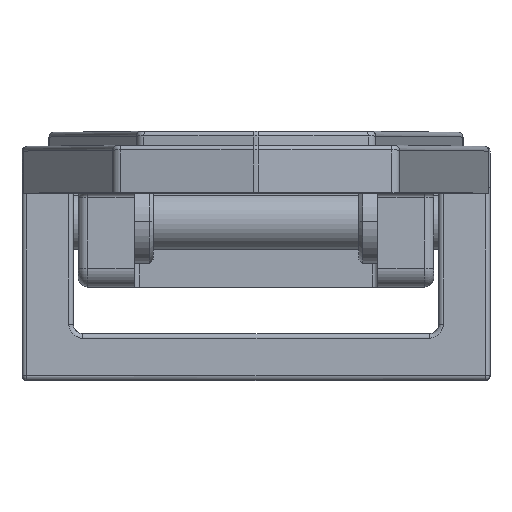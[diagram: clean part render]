
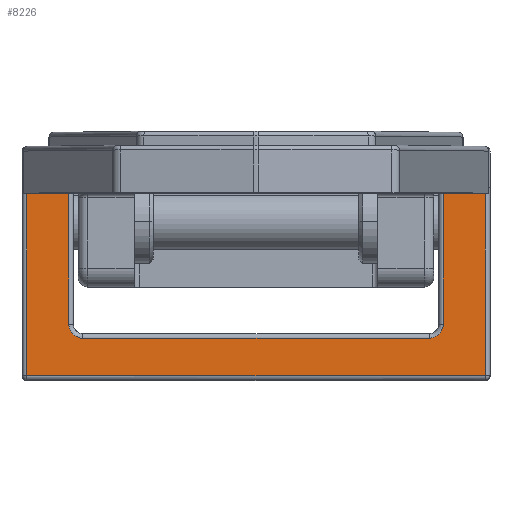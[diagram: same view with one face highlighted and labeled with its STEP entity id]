
A CAD part, top view. The second image highlights one B-rep face of the part: STEP entity #8226.
In plain terms, the highlighted face is planar.
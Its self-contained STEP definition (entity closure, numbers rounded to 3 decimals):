
#920 = VECTOR ( 'NONE', #6580, 1000. ) ;
#2143 = LINE ( 'NONE', #2144, #11318 ) ;
#2144 = CARTESIAN_POINT ( 'NONE',  ( 25., -16.49, -11.99 ) ) ;
#2145 = DIRECTION ( 'NONE',  ( -1., 0., 0. ) ) ;
#2148 = LINE ( 'NONE', #2149, #11319 ) ;
#2149 = CARTESIAN_POINT ( 'NONE',  ( 24.5, 3.59, -11.588 ) ) ;
#2150 = DIRECTION ( 'NONE',  ( 0., -1., -0.02 ) ) ;
#2151 = LINE ( 'NONE', #2152, #11320 ) ;
#2152 = CARTESIAN_POINT ( 'NONE',  ( 25., 3.59, -11.588 ) ) ;
#2153 = DIRECTION ( 'NONE',  ( -1., 0., 0. ) ) ;
#2154 = LINE ( 'NONE', #2155, #11321 ) ;
#2155 = CARTESIAN_POINT ( 'NONE',  ( -24.5, 3.59, -11.588 ) ) ;
#2156 = DIRECTION ( 'NONE',  ( 0., 1., 0.02 ) ) ;
#2157 = LINE ( 'NONE', #2158, #11323 ) ;
#2158 = CARTESIAN_POINT ( 'NONE',  ( -20., 3.59, -11.588 ) ) ;
#2159 = DIRECTION ( 'NONE',  ( 0., -1., -0.02 ) ) ;
#2160 = CARTESIAN_POINT ( 'NONE',  ( -20., -10.99, -11.88 ) ) ;
#2161 = CARTESIAN_POINT ( 'NONE',  ( -20., -11.869, -11.897 ) ) ;
#2162 = CARTESIAN_POINT ( 'NONE',  ( -19.379, -12.49, -11.91 ) ) ;
#2163 = CARTESIAN_POINT ( 'NONE',  ( -18.5, -12.49, -11.91 ) ) ;
#2164 = LINE ( 'NONE', #2165, #11324 ) ;
#2165 = CARTESIAN_POINT ( 'NONE',  ( 25., -12.49, -11.91 ) ) ;
#2166 = DIRECTION ( 'NONE',  ( 1., 0., 0. ) ) ;
#2167 = CARTESIAN_POINT ( 'NONE',  ( 18.5, -12.49, -11.91 ) ) ;
#2168 = CARTESIAN_POINT ( 'NONE',  ( 19.379, -12.49, -11.91 ) ) ;
#2169 = CARTESIAN_POINT ( 'NONE',  ( 20., -11.869, -11.897 ) ) ;
#2170 = CARTESIAN_POINT ( 'NONE',  ( 20., -10.99, -11.88 ) ) ;
#2172 = LINE ( 'NONE', #2173, #11325 ) ;
#2173 = CARTESIAN_POINT ( 'NONE',  ( 20., 3.59, -11.588 ) ) ;
#2174 = DIRECTION ( 'NONE',  ( 0., 1., 0.02 ) ) ;
#3144 = FACE_OUTER_BOUND ( 'NONE', #9025, .T. ) ;
#3147 = AXIS2_PLACEMENT_3D ( 'NONE', #3821, #3822, #3823 ) ;
#3820 = PLANE ( 'NONE',  #3147 ) ;
#3821 = CARTESIAN_POINT ( 'NONE',  ( 25., 3.59, -11.588 ) ) ;
#3822 = DIRECTION ( 'NONE',  ( 0., -0.02, 1. ) ) ;
#3823 = DIRECTION ( 'NONE',  ( 0., -1., -0.02 ) ) ;
#3886 = CARTESIAN_POINT ( 'NONE',  ( 24.5, -16.49, -11.99 ) ) ;
#3887 = CARTESIAN_POINT ( 'NONE',  ( 18.5, -12.49, -11.91 ) ) ;
#3889 = CARTESIAN_POINT ( 'NONE',  ( 20., 3.59, -11.588 ) ) ;
#3895 = CARTESIAN_POINT ( 'NONE',  ( 20., -10.99, -11.88 ) ) ;
#3897 = CARTESIAN_POINT ( 'NONE',  ( -18.5, -12.49, -11.91 ) ) ;
#3898 = CARTESIAN_POINT ( 'NONE',  ( 24.5, 3.59, -11.588 ) ) ;
#3899 = CARTESIAN_POINT ( 'NONE',  ( -24.5, -16.49, -11.99 ) ) ;
#3900 = CARTESIAN_POINT ( 'NONE',  ( -20., -10.99, -11.88 ) ) ;
#4178 = CARTESIAN_POINT ( 'NONE',  ( -24.5, 3.59, -11.588 ) ) ;
#4179 = CARTESIAN_POINT ( 'NONE',  ( -20., 3.59, -11.588 ) ) ;
#6578 = LINE ( 'NONE', #6579, #920 ) ;
#6579 = CARTESIAN_POINT ( 'NONE',  ( 25., 3.59, -11.588 ) ) ;
#6580 = DIRECTION ( 'NONE',  ( -1., 0., 0. ) ) ;
#6812 = EDGE_CURVE ( 'NONE', #9690, #9689, #6578, .T. ) ;
#7906 = EDGE_CURVE ( 'NONE', #8738, #8751, #2143, .T. ) ;
#7908 = EDGE_CURVE ( 'NONE', #8750, #8738, #2148, .T. ) ;
#7909 = EDGE_CURVE ( 'NONE', #8750, #8741, #2151, .T. ) ;
#7910 = EDGE_CURVE ( 'NONE', #8751, #9689, #2154, .T. ) ;
#7911 = EDGE_CURVE ( 'NONE', #9690, #8752, #2157, .T. ) ;
#7912 = EDGE_CURVE ( 'NONE', #8752, #8749, #12264, .T. ) ;
#7913 = EDGE_CURVE ( 'NONE', #8749, #8739, #2164, .T. ) ;
#7914 = EDGE_CURVE ( 'NONE', #8739, #8747, #12263, .T. ) ;
#7915 = EDGE_CURVE ( 'NONE', #8747, #8741, #2172, .T. ) ;
#8226 = ADVANCED_FACE ( 'NONE', ( #3144 ), #3820, .F. ) ;
#8706 = ORIENTED_EDGE ( 'NONE', *, *, #7909, .F. ) ;
#8707 = ORIENTED_EDGE ( 'NONE', *, *, #7906, .T. ) ;
#8708 = ORIENTED_EDGE ( 'NONE', *, *, #7908, .T. ) ;
#8709 = ORIENTED_EDGE ( 'NONE', *, *, #7910, .T. ) ;
#8710 = ORIENTED_EDGE ( 'NONE', *, *, #6812, .F. ) ;
#8711 = ORIENTED_EDGE ( 'NONE', *, *, #7911, .T. ) ;
#8712 = ORIENTED_EDGE ( 'NONE', *, *, #7913, .T. ) ;
#8713 = ORIENTED_EDGE ( 'NONE', *, *, #7912, .T. ) ;
#8714 = ORIENTED_EDGE ( 'NONE', *, *, #7914, .T. ) ;
#8715 = ORIENTED_EDGE ( 'NONE', *, *, #7915, .T. ) ;
#8738 = VERTEX_POINT ( 'NONE', #3886 ) ;
#8739 = VERTEX_POINT ( 'NONE', #3887 ) ;
#8741 = VERTEX_POINT ( 'NONE', #3889 ) ;
#8747 = VERTEX_POINT ( 'NONE', #3895 ) ;
#8749 = VERTEX_POINT ( 'NONE', #3897 ) ;
#8750 = VERTEX_POINT ( 'NONE', #3898 ) ;
#8751 = VERTEX_POINT ( 'NONE', #3899 ) ;
#8752 = VERTEX_POINT ( 'NONE', #3900 ) ;
#9025 = EDGE_LOOP ( 'NONE', ( #8706, #8708, #8707, #8709, #8710, #8711, #8713, #8712, #8714, #8715 ) ) ;
#9689 = VERTEX_POINT ( 'NONE', #4178 ) ;
#9690 = VERTEX_POINT ( 'NONE', #4179 ) ;
#11318 = VECTOR ( 'NONE', #2145, 1000. ) ;
#11319 = VECTOR ( 'NONE', #2150, 1000. ) ;
#11320 = VECTOR ( 'NONE', #2153, 1000. ) ;
#11321 = VECTOR ( 'NONE', #2156, 1000. ) ;
#11323 = VECTOR ( 'NONE', #2159, 1000. ) ;
#11324 = VECTOR ( 'NONE', #2166, 1000. ) ;
#11325 = VECTOR ( 'NONE', #2174, 1000. ) ;
#12263 =( BOUNDED_CURVE ( )  B_SPLINE_CURVE ( 3, ( #2167, #2168, #2169, #2170 ),
 .UNSPECIFIED., .F., .F. ) 
 B_SPLINE_CURVE_WITH_KNOTS ( ( 4, 4 ),
 ( 3.142, 4.712 ),
 .UNSPECIFIED. ) 
 CURVE ( )  GEOMETRIC_REPRESENTATION_ITEM ( )  RATIONAL_B_SPLINE_CURVE ( ( 1., 0.805, 0.805, 1. ) ) 
 REPRESENTATION_ITEM ( '' )  );
#12264 =( BOUNDED_CURVE ( )  B_SPLINE_CURVE ( 3, ( #2160, #2161, #2162, #2163 ),
 .UNSPECIFIED., .F., .F. ) 
 B_SPLINE_CURVE_WITH_KNOTS ( ( 4, 4 ),
 ( 1.571, 3.142 ),
 .UNSPECIFIED. ) 
 CURVE ( )  GEOMETRIC_REPRESENTATION_ITEM ( )  RATIONAL_B_SPLINE_CURVE ( ( 1., 0.805, 0.805, 1. ) ) 
 REPRESENTATION_ITEM ( '' )  );
